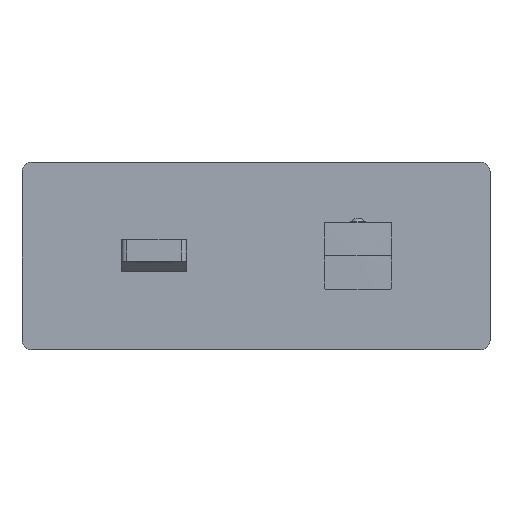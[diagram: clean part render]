
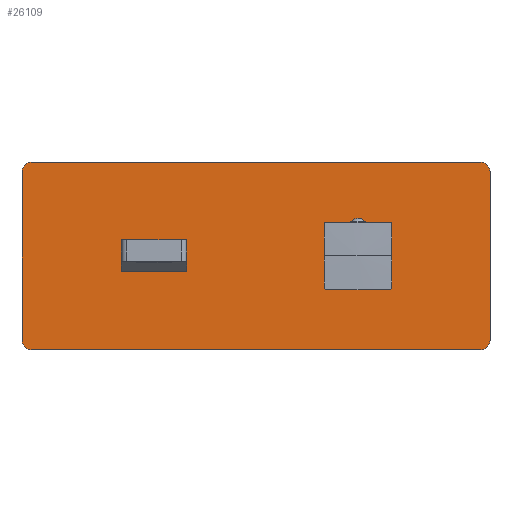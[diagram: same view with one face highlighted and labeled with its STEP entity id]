
A CAD part, top view. The second image highlights one B-rep face of the part: STEP entity #26109.
In plain terms, the highlighted planar face has unit normal (0, 0, 1).
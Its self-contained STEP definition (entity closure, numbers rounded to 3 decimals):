
#23346=CARTESIAN_POINT('',(65.5,45.,56.5));
#23347=DIRECTION('',(0.,0.,1.));
#23348=DIRECTION('',(1.,0.,0.));
#23349=AXIS2_PLACEMENT_3D('',#23346,#23347,#23348);
#23351=DIRECTION('',(0.,1.,0.));
#23352=VECTOR('',#23351,90.);
#23353=CARTESIAN_POINT('',(70.5,-45.,56.5));
#23354=LINE('',#23353,#23352);
#23355=CARTESIAN_POINT('',(65.5,-45.,56.5));
#23356=DIRECTION('',(0.,0.,1.));
#23357=DIRECTION('',(0.,-1.,0.));
#23358=AXIS2_PLACEMENT_3D('',#23355,#23356,#23357);
#23360=DIRECTION('',(1.,0.,0.));
#23361=VECTOR('',#23360,240.);
#23362=CARTESIAN_POINT('',(-174.5,-50.,56.5));
#23363=LINE('',#23362,#23361);
#23364=CARTESIAN_POINT('',(-174.5,-45.,56.5));
#23365=DIRECTION('',(0.,0.,1.));
#23366=DIRECTION('',(-1.,0.,0.));
#23367=AXIS2_PLACEMENT_3D('',#23364,#23365,#23366);
#23369=DIRECTION('',(0.,-1.,0.));
#23370=VECTOR('',#23369,90.);
#23371=CARTESIAN_POINT('',(-179.5,45.,56.5));
#23372=LINE('',#23371,#23370);
#23373=CARTESIAN_POINT('',(-174.5,45.,56.5));
#23374=DIRECTION('',(0.,0.,1.));
#23375=DIRECTION('',(0.,1.,0.));
#23376=AXIS2_PLACEMENT_3D('',#23373,#23374,#23375);
#23378=DIRECTION('',(-1.,0.,0.));
#23379=VECTOR('',#23378,240.);
#23380=CARTESIAN_POINT('',(65.5,50.,56.5));
#23381=LINE('',#23380,#23379);
#23382=CARTESIAN_POINT('',(0.,0.,56.5));
#23383=DIRECTION('',(0.,0.,-1.));
#23384=DIRECTION('',(1.,0.,0.));
#23385=AXIS2_PLACEMENT_3D('',#23382,#23383,#23384);
#23387=CARTESIAN_POINT('',(0.,0.,56.5));
#23388=DIRECTION('',(0.,0.,-1.));
#23389=DIRECTION('',(-1.,0.,0.));
#23390=AXIS2_PLACEMENT_3D('',#23387,#23388,#23389);
#23392=DIRECTION('',(1.,0.,0.));
#23393=VECTOR('',#23392,35.);
#23394=CARTESIAN_POINT('',(-126.5,-8.25,56.5));
#23395=LINE('',#23394,#23393);
#23396=DIRECTION('',(0.,1.,0.));
#23397=VECTOR('',#23396,16.5);
#23398=CARTESIAN_POINT('',(-91.5,-8.25,56.5));
#23399=LINE('',#23398,#23397);
#23400=DIRECTION('',(1.,0.,0.));
#23401=VECTOR('',#23400,35.);
#23402=CARTESIAN_POINT('',(-126.5,8.25,56.5));
#23403=LINE('',#23402,#23401);
#23404=DIRECTION('',(0.,1.,0.));
#23405=VECTOR('',#23404,16.5);
#23406=CARTESIAN_POINT('',(-126.5,-8.25,56.5));
#23407=LINE('',#23406,#23405);
#25482=CARTESIAN_POINT('',(18.,0.,56.5));
#25483=CARTESIAN_POINT('',(-18.,0.,56.5));
#25484=VERTEX_POINT('',#25482);
#25485=VERTEX_POINT('',#25483);
#25490=CARTESIAN_POINT('',(70.5,45.,56.5));
#25491=VERTEX_POINT('',#25490);
#25492=CARTESIAN_POINT('',(65.5,50.,56.5));
#25493=VERTEX_POINT('',#25492);
#25498=CARTESIAN_POINT('',(-174.5,50.,56.5));
#25499=VERTEX_POINT('',#25498);
#25500=CARTESIAN_POINT('',(-179.5,45.,56.5));
#25501=VERTEX_POINT('',#25500);
#25506=CARTESIAN_POINT('',(-179.5,-45.,56.5));
#25507=VERTEX_POINT('',#25506);
#25508=CARTESIAN_POINT('',(-174.5,-50.,56.5));
#25509=VERTEX_POINT('',#25508);
#25514=CARTESIAN_POINT('',(65.5,-50.,56.5));
#25515=VERTEX_POINT('',#25514);
#25516=CARTESIAN_POINT('',(70.5,-45.,56.5));
#25517=VERTEX_POINT('',#25516);
#25624=CARTESIAN_POINT('',(-126.5,-8.25,56.5));
#25625=CARTESIAN_POINT('',(-91.5,-8.25,56.5));
#25626=VERTEX_POINT('',#25624);
#25627=VERTEX_POINT('',#25625);
#25628=CARTESIAN_POINT('',(-126.5,8.25,56.5));
#25629=CARTESIAN_POINT('',(-91.5,8.25,56.5));
#25630=VERTEX_POINT('',#25628);
#25631=VERTEX_POINT('',#25629);
#26072=CARTESIAN_POINT('',(0.,0.,56.5));
#26073=DIRECTION('',(0.,0.,1.));
#26074=DIRECTION('',(1.,0.,0.));
#26075=AXIS2_PLACEMENT_3D('',#26072,#26073,#26074);
#26076=PLANE('',#26075);
#26078=ORIENTED_EDGE('',*,*,#26077,.F.);
#26080=ORIENTED_EDGE('',*,*,#26079,.F.);
#26082=ORIENTED_EDGE('',*,*,#26081,.F.);
#26084=ORIENTED_EDGE('',*,*,#26083,.F.);
#26086=ORIENTED_EDGE('',*,*,#26085,.F.);
#26088=ORIENTED_EDGE('',*,*,#26087,.F.);
#26090=ORIENTED_EDGE('',*,*,#26089,.F.);
#26092=ORIENTED_EDGE('',*,*,#26091,.F.);
#26093=EDGE_LOOP('',(#26078,#26080,#26082,#26084,#26086,#26088,#26090,#26092));
#26094=FACE_OUTER_BOUND('',#26093,.F.);
#26096=ORIENTED_EDGE('',*,*,#26095,.F.);
#26098=ORIENTED_EDGE('',*,*,#26097,.F.);
#26099=EDGE_LOOP('',(#26096,#26098));
#26100=FACE_BOUND('',#26099,.F.);
#26101=ORIENTED_EDGE('',*,*,#26024,.T.);
#26103=ORIENTED_EDGE('',*,*,#26102,.T.);
#26105=ORIENTED_EDGE('',*,*,#26104,.F.);
#26106=ORIENTED_EDGE('',*,*,#26051,.F.);
#26107=EDGE_LOOP('',(#26101,#26103,#26105,#26106));
#26108=FACE_BOUND('',#26107,.F.);
#26109=ADVANCED_FACE('',(#26094,#26100,#26108),#26076,.T.);
#23350=CIRCLE('',#23349,5.);
#23359=CIRCLE('',#23358,5.);
#23368=CIRCLE('',#23367,5.);
#23377=CIRCLE('',#23376,5.);
#23386=CIRCLE('',#23385,18.);
#23391=CIRCLE('',#23390,18.);
#26024=EDGE_CURVE('',#25626,#25627,#23395,.T.);
#26051=EDGE_CURVE('',#25626,#25630,#23407,.T.);
#26077=EDGE_CURVE('',#25491,#25493,#23350,.T.);
#26079=EDGE_CURVE('',#25517,#25491,#23354,.T.);
#26081=EDGE_CURVE('',#25515,#25517,#23359,.T.);
#26083=EDGE_CURVE('',#25509,#25515,#23363,.T.);
#26085=EDGE_CURVE('',#25507,#25509,#23368,.T.);
#26087=EDGE_CURVE('',#25501,#25507,#23372,.T.);
#26089=EDGE_CURVE('',#25499,#25501,#23377,.T.);
#26091=EDGE_CURVE('',#25493,#25499,#23381,.T.);
#26095=EDGE_CURVE('',#25484,#25485,#23386,.T.);
#26097=EDGE_CURVE('',#25485,#25484,#23391,.T.);
#26102=EDGE_CURVE('',#25627,#25631,#23399,.T.);
#26104=EDGE_CURVE('',#25630,#25631,#23403,.T.);
